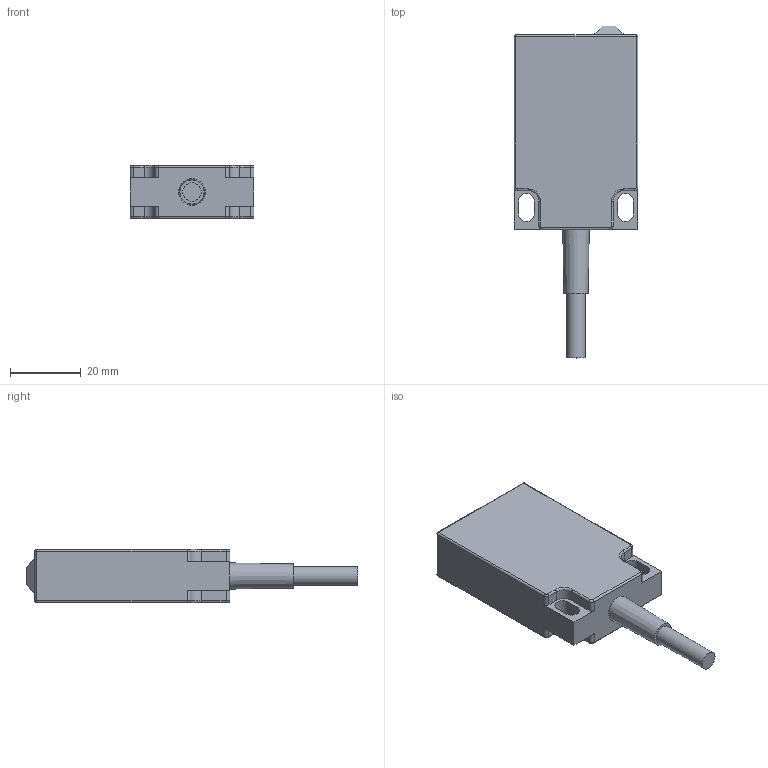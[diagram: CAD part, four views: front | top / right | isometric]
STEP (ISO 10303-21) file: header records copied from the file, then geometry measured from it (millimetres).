
FILE_DESCRIPTION( ( 'Unknown' ), '1' );
FILE_NAME( 'CQ55_3A_fig.stp', 'Unknown', ( 'Unknown' ), ( 'Unknown' ), 'PSStep 17.0.49', 'Unknown', ' ' );
FILE_SCHEMA( ( 'AUTOMOTIVE_DESIGN { 1 0 10303 214 1 1 1 1 }' ) );
Length unit declared in the file: millimetre
Products named in the file (1): 1
Bounding box: 35 x 93.7 x 15 mm (x, y, z)
Volume: 28515.8 mm3; surface area: 7376.1 mm2
Topology: 1 solids, 1 shells, 83 faces, 200 edges, 119 vertices
Faces by surface type: cylinder 36, plane 30, torus 12, sphere 4, cone 1
Full cylindrical faces by diameter (mm): 3 x1, 5.2 x1
Entity records: 3040 total; most frequent: DIRECTION 446, CARTESIAN_POINT 394, ORIENTED_EDGE 384, EDGE_CURVE 192, AXIS2_PLACEMENT_3D 170, VERTEX_POINT 118, LINE 106, VECTOR 106
